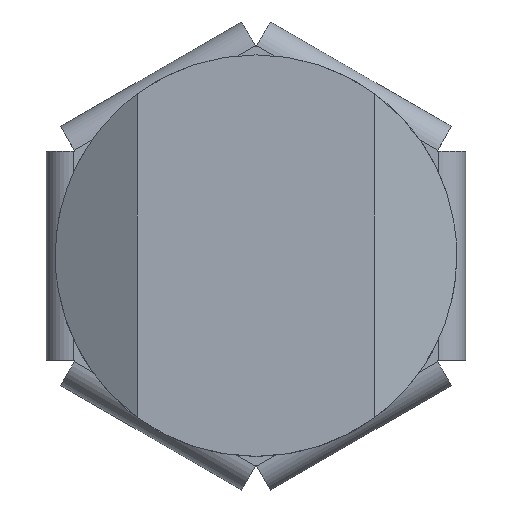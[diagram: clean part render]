
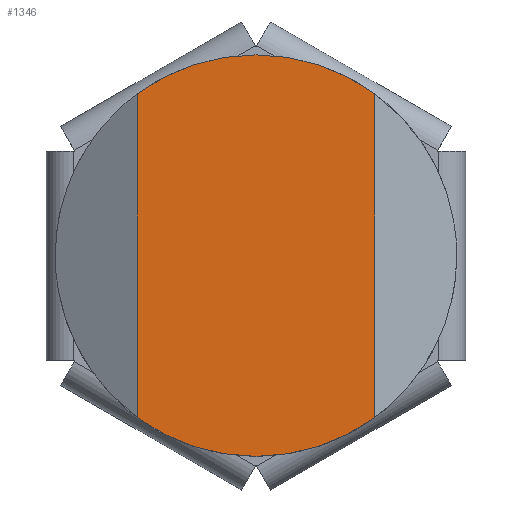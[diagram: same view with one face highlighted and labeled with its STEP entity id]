
A CAD part, top view. The second image highlights one B-rep face of the part: STEP entity #1346.
In plain terms, the highlighted planar face has unit normal (0, 0, 1).
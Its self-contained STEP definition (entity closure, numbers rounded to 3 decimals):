
#87 = CARTESIAN_POINT ( 'NONE',  ( 0., 0., 0. ) ) ;
#612 = DIRECTION ( 'NONE',  ( 0., 0., -1. ) ) ;
#683 = DIRECTION ( 'NONE',  ( 1., 0., 0. ) ) ;
#918 = AXIS2_PLACEMENT_3D ( 'NONE', #87, #7154, #6299 ) ;
#922 = FACE_OUTER_BOUND ( 'NONE', #1011, .T. ) ;
#951 = EDGE_CURVE ( 'NONE', #4742, #6282, #3822, .T. ) ;
#1011 = EDGE_LOOP ( 'NONE', ( #3119, #6752, #4595, #2738 ) ) ;
#1225 = DIRECTION ( 'NONE',  ( 0., 1., 0. ) ) ;
#1346 = ADVANCED_FACE ( 'NONE', ( #922 ), #4591, .F. ) ;
#1382 = CARTESIAN_POINT ( 'NONE',  ( 0., 0., 0. ) ) ;
#1456 = DIRECTION ( 'NONE',  ( 0., 0., 1. ) ) ;
#1467 = CARTESIAN_POINT ( 'NONE',  ( -13., -17.748, 0. ) ) ;
#1729 = VERTEX_POINT ( 'NONE', #1938 ) ;
#1938 = CARTESIAN_POINT ( 'NONE',  ( -13., 17.748, 0. ) ) ;
#2014 = CARTESIAN_POINT ( 'NONE',  ( -13., -20., 0. ) ) ;
#2231 = DIRECTION ( 'NONE',  ( 0., 1., 0. ) ) ;
#2260 = CARTESIAN_POINT ( 'NONE',  ( 0., 0., 0. ) ) ;
#2359 = CARTESIAN_POINT ( 'NONE',  ( 13., 17.748, 0. ) ) ;
#2738 = ORIENTED_EDGE ( 'NONE', *, *, #7395, .F. ) ;
#2806 = LINE ( 'NONE', #2014, #4821 ) ;
#3006 = CARTESIAN_POINT ( 'NONE',  ( 13., -20., 0. ) ) ;
#3119 = ORIENTED_EDGE ( 'NONE', *, *, #7050, .T. ) ;
#3822 = LINE ( 'NONE', #3006, #4077 ) ;
#4077 = VECTOR ( 'NONE', #2231, 1000. ) ;
#4223 = VERTEX_POINT ( 'NONE', #1467 ) ;
#4591 = PLANE ( 'NONE',  #6199 ) ;
#4595 = ORIENTED_EDGE ( 'NONE', *, *, #4677, .T. ) ;
#4677 = EDGE_CURVE ( 'NONE', #6282, #1729, #6060, .T. ) ;
#4742 = VERTEX_POINT ( 'NONE', #5923 ) ;
#4821 = VECTOR ( 'NONE', #1225, 1000. ) ;
#5544 = CIRCLE ( 'NONE', #7839, 22. ) ;
#5923 = CARTESIAN_POINT ( 'NONE',  ( 13., -17.748, 0. ) ) ;
#6060 = CIRCLE ( 'NONE', #918, 22. ) ;
#6199 = AXIS2_PLACEMENT_3D ( 'NONE', #1382, #612, #7697 ) ;
#6282 = VERTEX_POINT ( 'NONE', #2359 ) ;
#6299 = DIRECTION ( 'NONE',  ( 1., 0., 0. ) ) ;
#6752 = ORIENTED_EDGE ( 'NONE', *, *, #951, .T. ) ;
#7050 = EDGE_CURVE ( 'NONE', #4223, #4742, #5544, .T. ) ;
#7154 = DIRECTION ( 'NONE',  ( 0., 0., 1. ) ) ;
#7395 = EDGE_CURVE ( 'NONE', #4223, #1729, #2806, .T. ) ;
#7697 = DIRECTION ( 'NONE',  ( -1., 0., 0. ) ) ;
#7839 = AXIS2_PLACEMENT_3D ( 'NONE', #2260, #1456, #683 ) ;
